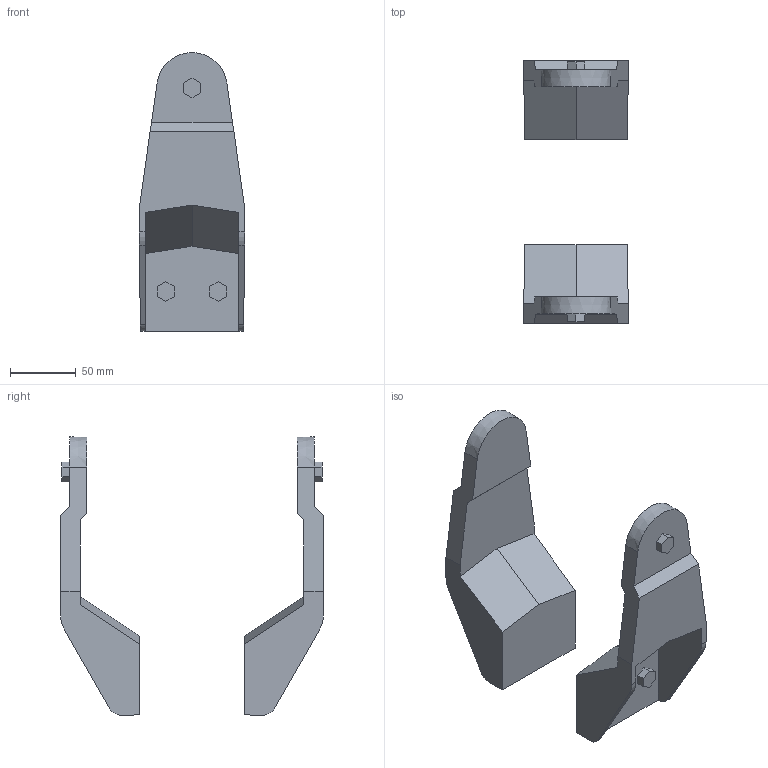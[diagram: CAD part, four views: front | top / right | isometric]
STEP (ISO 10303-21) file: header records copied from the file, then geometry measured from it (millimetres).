
FILE_DESCRIPTION(('STEP AP214'),'1');
FILE_NAME('cctmp_5600DC2E-5994-456E-A280-D9EC33095962_2020_1_17_6_50_48_807..stp','2020-01-17T05:50:48',('Bosch Rexroth AG'),('CADClick - www.CADClick.com'),'Spatial InterOp 3D',' ','unknown authorization - (Healing Option Enabled)');
FILE_SCHEMA(('AUTOMOTIVE_DESIGN'));
Length unit declared in the file: millimetre
Products named in the file (1): 1
Bounding box: 80.09 x 200 x 212.02 mm (x, y, z)
Volume: 408407.1 mm3; surface area: 99019.3 mm2
Topology: 2 solids, 2 shells, 94 faces, 252 edges, 168 vertices
Faces by surface type: plane 84, cylinder 8, cone 2
Entity records: 3668 total; most frequent: CARTESIAN_POINT 516, ORIENTED_EDGE 504, DIRECTION 464, EDGE_CURVE 252, LINE 232, VECTOR 232, VERTEX_POINT 168, AXIS2_PLACEMENT_3D 116
